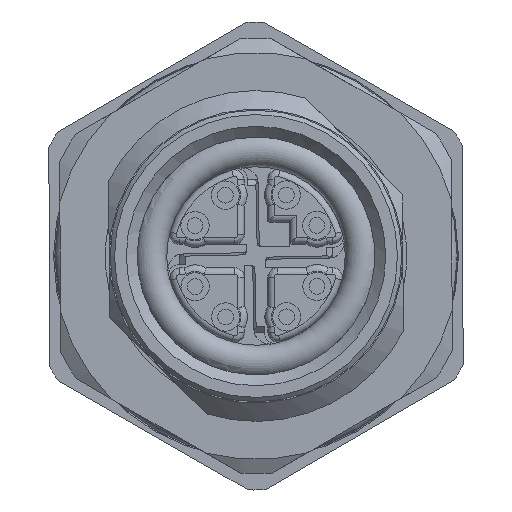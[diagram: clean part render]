
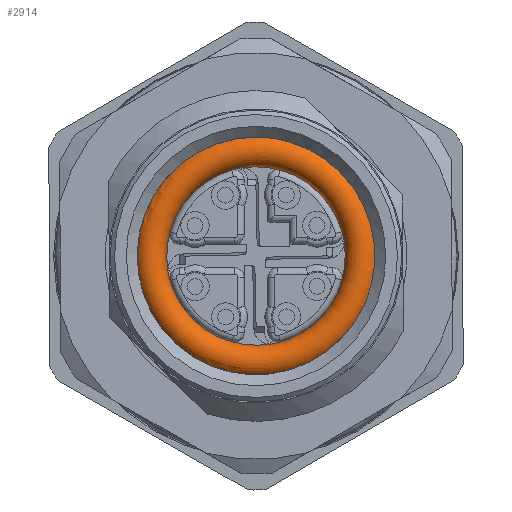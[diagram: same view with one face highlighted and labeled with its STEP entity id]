
A CAD part, front view. The second image highlights one B-rep face of the part: STEP entity #2914.
In plain terms, the highlighted toroidal (fillet/blend) face has major radius 4.85 mm and minor radius 0.75 mm.
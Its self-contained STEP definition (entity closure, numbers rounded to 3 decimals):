
#108=TOROIDAL_SURFACE('',#10423,4.85,0.75);
#2914=ADVANCED_FACE('',(#3219,#3220),#108,.T.);
#3219=FACE_BOUND('',#3893,.T.);
#3220=FACE_BOUND('',#3894,.T.);
#3893=EDGE_LOOP('',(#6364,#6365,#6366,#6367,#6368,#6369,#6370,#6371));
#3894=EDGE_LOOP('',(#6372));
#6364=ORIENTED_EDGE('',*,*,#8721,.F.);
#6365=ORIENTED_EDGE('',*,*,#8720,.F.);
#6366=ORIENTED_EDGE('',*,*,#8719,.F.);
#6367=ORIENTED_EDGE('',*,*,#8718,.F.);
#6368=ORIENTED_EDGE('',*,*,#8717,.F.);
#6369=ORIENTED_EDGE('',*,*,#8716,.F.);
#6370=ORIENTED_EDGE('',*,*,#8715,.F.);
#6371=ORIENTED_EDGE('',*,*,#8714,.F.);
#6372=ORIENTED_EDGE('',*,*,#8722,.T.);
#7397=VERTEX_POINT('',#19140);
#7399=VERTEX_POINT('',#19146);
#7405=VERTEX_POINT('',#19170);
#7407=VERTEX_POINT('',#19176);
#7413=VERTEX_POINT('',#19200);
#7415=VERTEX_POINT('',#19206);
#7421=VERTEX_POINT('',#19235);
#7422=VERTEX_POINT('',#19239);
#7423=VERTEX_POINT('',#19259);
#8714=EDGE_CURVE('',#7421,#7397,#9351,.T.);
#8715=EDGE_CURVE('',#7397,#7399,#9352,.T.);
#8716=EDGE_CURVE('',#7399,#7405,#9353,.T.);
#8717=EDGE_CURVE('',#7405,#7407,#9354,.T.);
#8718=EDGE_CURVE('',#7407,#7413,#9355,.T.);
#8719=EDGE_CURVE('',#7413,#7415,#9356,.T.);
#8720=EDGE_CURVE('',#7415,#7422,#9357,.T.);
#8721=EDGE_CURVE('',#7422,#7421,#9358,.T.);
#8722=EDGE_CURVE('',#7423,#7423,#9359,.T.);
#9351=CIRCLE('',#10406,4.1);
#9352=CIRCLE('',#10408,4.1);
#9353=CIRCLE('',#10410,4.1);
#9354=CIRCLE('',#10412,4.1);
#9355=CIRCLE('',#10414,4.1);
#9356=CIRCLE('',#10416,4.1);
#9357=CIRCLE('',#10418,4.1);
#9358=CIRCLE('',#10420,4.1);
#9359=CIRCLE('',#10422,5.46);
#10406=AXIS2_PLACEMENT_3D('',#19242,#12983,#12984);
#10408=AXIS2_PLACEMENT_3D('',#19244,#12987,#12988);
#10410=AXIS2_PLACEMENT_3D('',#19246,#12991,#12992);
#10412=AXIS2_PLACEMENT_3D('',#19248,#12995,#12996);
#10414=AXIS2_PLACEMENT_3D('',#19250,#12999,#13000);
#10416=AXIS2_PLACEMENT_3D('',#19252,#13003,#13004);
#10418=AXIS2_PLACEMENT_3D('',#19254,#13007,#13008);
#10420=AXIS2_PLACEMENT_3D('',#19256,#13011,#13012);
#10422=AXIS2_PLACEMENT_3D('',#19258,#13015,#13016);
#10423=AXIS2_PLACEMENT_3D('',#19260,#13017,#13018);
#12983=DIRECTION('',(0.,-1.,0.));
#12984=DIRECTION('',(1.,0.,0.));
#12987=DIRECTION('',(0.,-1.,0.));
#12988=DIRECTION('',(1.,0.,0.));
#12991=DIRECTION('',(0.,-1.,0.));
#12992=DIRECTION('',(1.,0.,0.));
#12995=DIRECTION('',(0.,-1.,0.));
#12996=DIRECTION('',(1.,0.,0.));
#12999=DIRECTION('',(0.,-1.,0.));
#13000=DIRECTION('',(1.,0.,0.));
#13003=DIRECTION('',(0.,-1.,0.));
#13004=DIRECTION('',(1.,0.,0.));
#13007=DIRECTION('',(0.,-1.,0.));
#13008=DIRECTION('',(1.,0.,0.));
#13011=DIRECTION('',(0.,-1.,0.));
#13012=DIRECTION('',(1.,0.,0.));
#13015=DIRECTION('',(0.,-1.,0.));
#13016=DIRECTION('',(0.,0.,1.));
#13017=DIRECTION('',(0.,-1.,0.));
#13018=DIRECTION('',(0.705,0.,0.709));
#19140=CARTESIAN_POINT('',(45.967,43.4,-0.739));
#19146=CARTESIAN_POINT('',(48.902,43.4,-3.95));
#19170=CARTESIAN_POINT('',(50.739,43.4,-4.033));
#19176=CARTESIAN_POINT('',(53.95,43.4,-1.098));
#19200=CARTESIAN_POINT('',(54.033,43.4,0.739));
#19206=CARTESIAN_POINT('',(51.098,43.4,3.95));
#19235=CARTESIAN_POINT('',(46.05,43.4,1.098));
#19239=CARTESIAN_POINT('',(49.261,43.4,4.033));
#19242=CARTESIAN_POINT('',(50.,43.4,0.));
#19244=CARTESIAN_POINT('',(50.,43.4,0.));
#19246=CARTESIAN_POINT('',(50.,43.4,0.));
#19248=CARTESIAN_POINT('',(50.,43.4,0.));
#19250=CARTESIAN_POINT('',(50.,43.4,0.));
#19252=CARTESIAN_POINT('',(50.,43.4,0.));
#19254=CARTESIAN_POINT('',(50.,43.4,0.));
#19256=CARTESIAN_POINT('',(50.,43.4,0.));
#19258=CARTESIAN_POINT('',(50.,42.964,0.));
#19259=CARTESIAN_POINT('',(50.,42.964,5.46));
#19260=CARTESIAN_POINT('',(50.,43.4,0.));
